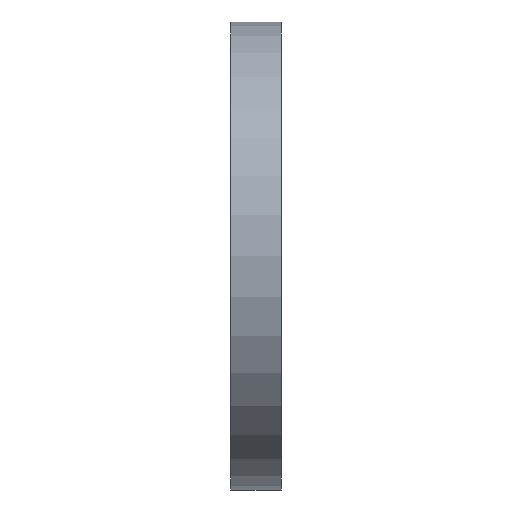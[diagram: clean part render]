
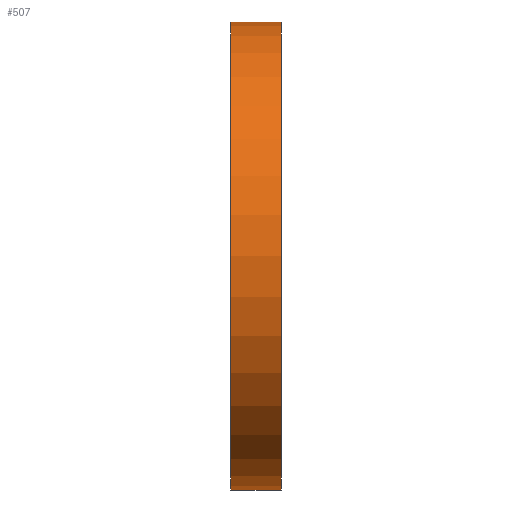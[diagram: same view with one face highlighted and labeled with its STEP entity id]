
A CAD part, left-side view. The second image highlights one B-rep face of the part: STEP entity #507.
In plain terms, the highlighted cylindrical face has radius 92.5 mm (diameter 185 mm), a partial arc.
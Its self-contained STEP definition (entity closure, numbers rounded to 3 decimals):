
#4 = VECTOR ( 'NONE', #851, 1000. ) ;
#27 = ORIENTED_EDGE ( 'NONE', *, *, #615, .T. ) ;
#62 = ORIENTED_EDGE ( 'NONE', *, *, #734, .F. ) ;
#89 = VECTOR ( 'NONE', #106, 1000. ) ;
#104 = AXIS2_PLACEMENT_3D ( 'NONE', #523, #731, #866 ) ;
#106 = DIRECTION ( 'NONE',  ( 0., 1., 0. ) ) ;
#145 = DIRECTION ( 'NONE',  ( 0., 1., 0. ) ) ;
#161 = FACE_OUTER_BOUND ( 'NONE', #380, .T. ) ;
#192 = ORIENTED_EDGE ( 'NONE', *, *, #802, .T. ) ;
#202 = CARTESIAN_POINT ( 'NONE',  ( 0., 0., 92.5 ) ) ;
#207 = AXIS2_PLACEMENT_3D ( 'NONE', #364, #145, #705 ) ;
#224 = CARTESIAN_POINT ( 'NONE',  ( 0., 34.695, -92.5 ) ) ;
#254 = LINE ( 'NONE', #458, #89 ) ;
#302 = CYLINDRICAL_SURFACE ( 'NONE', #207, 92.5 ) ;
#364 = CARTESIAN_POINT ( 'NONE',  ( 0., 34.695, 0. ) ) ;
#380 = EDGE_LOOP ( 'NONE', ( #793, #192, #27, #62 ) ) ;
#412 = VERTEX_POINT ( 'NONE', #202 ) ;
#439 = CARTESIAN_POINT ( 'NONE',  ( 0., 20., 92.5 ) ) ;
#444 = AXIS2_PLACEMENT_3D ( 'NONE', #578, #504, #838 ) ;
#458 = CARTESIAN_POINT ( 'NONE',  ( 0., 34.695, 92.5 ) ) ;
#504 = DIRECTION ( 'NONE',  ( 0., 1., 0. ) ) ;
#507 = ADVANCED_FACE ( 'NONE', ( #161 ), #302, .T. ) ;
#512 = VERTEX_POINT ( 'NONE', #439 ) ;
#523 = CARTESIAN_POINT ( 'NONE',  ( 0., 20., 0. ) ) ;
#534 = EDGE_CURVE ( 'NONE', #781, #756, #840, .T. ) ;
#571 = CARTESIAN_POINT ( 'NONE',  ( 0., 20., -92.5 ) ) ;
#578 = CARTESIAN_POINT ( 'NONE',  ( 0., 0., 0. ) ) ;
#615 = EDGE_CURVE ( 'NONE', #412, #512, #254, .T. ) ;
#698 = CIRCLE ( 'NONE', #444, 92.5 ) ;
#705 = DIRECTION ( 'NONE',  ( 0., 0., 1. ) ) ;
#731 = DIRECTION ( 'NONE',  ( 0., 1., 0. ) ) ;
#734 = EDGE_CURVE ( 'NONE', #756, #512, #815, .T. ) ;
#756 = VERTEX_POINT ( 'NONE', #571 ) ;
#763 = CARTESIAN_POINT ( 'NONE',  ( 0., 0., -92.5 ) ) ;
#781 = VERTEX_POINT ( 'NONE', #763 ) ;
#793 = ORIENTED_EDGE ( 'NONE', *, *, #534, .F. ) ;
#802 = EDGE_CURVE ( 'NONE', #781, #412, #698, .T. ) ;
#815 = CIRCLE ( 'NONE', #104, 92.5 ) ;
#838 = DIRECTION ( 'NONE',  ( 0., 0., 1. ) ) ;
#840 = LINE ( 'NONE', #224, #4 ) ;
#851 = DIRECTION ( 'NONE',  ( 0., 1., 0. ) ) ;
#866 = DIRECTION ( 'NONE',  ( 0., 0., 1. ) ) ;
